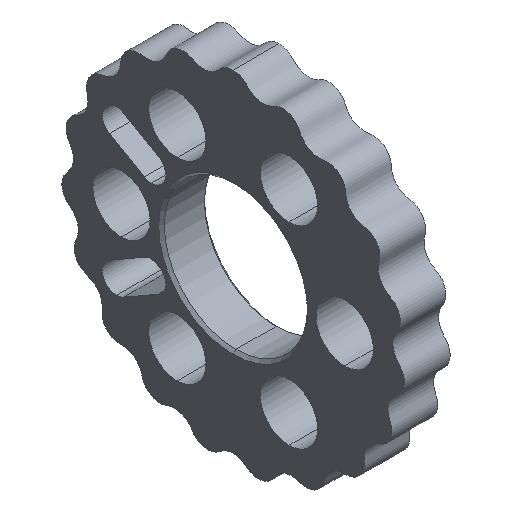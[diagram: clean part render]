
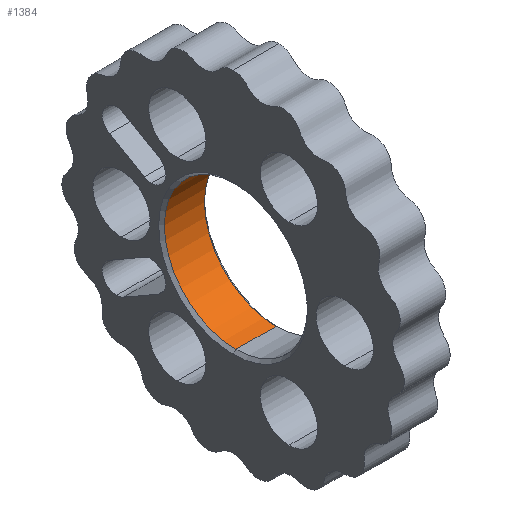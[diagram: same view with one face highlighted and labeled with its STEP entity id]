
A CAD part, isometric view. The second image highlights one B-rep face of the part: STEP entity #1384.
In plain terms, the highlighted cylindrical face has radius 12.505 mm (diameter 25.01 mm), a partial arc.
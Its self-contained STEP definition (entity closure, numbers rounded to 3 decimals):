
#262 = EDGE_LOOP ( 'NONE', ( #649, #2016, #1135, #784 ) ) ;
#319 = LINE ( 'NONE', #1114, #2230 ) ;
#370 = DIRECTION ( 'NONE',  ( -1., 0., 0. ) ) ;
#441 = EDGE_CURVE ( 'NONE', #2360, #1272, #760, .T. ) ;
#485 = CARTESIAN_POINT ( 'NONE',  ( 7.5, 0., 12.505 ) ) ;
#649 = ORIENTED_EDGE ( 'NONE', *, *, #1972, .F. ) ;
#760 = CIRCLE ( 'NONE', #1895, 12.505 ) ;
#784 = ORIENTED_EDGE ( 'NONE', *, *, #441, .T. ) ;
#877 = CARTESIAN_POINT ( 'NONE',  ( 0.5, 0., 0. ) ) ;
#950 = DIRECTION ( 'NONE',  ( 0., 0., 1. ) ) ;
#1067 = EDGE_CURVE ( 'NONE', #1906, #1181, #1574, .T. ) ;
#1095 = AXIS2_PLACEMENT_3D ( 'NONE', #1733, #370, #950 ) ;
#1114 = CARTESIAN_POINT ( 'NONE',  ( 8., 0., -12.505 ) ) ;
#1135 = ORIENTED_EDGE ( 'NONE', *, *, #1803, .T. ) ;
#1174 = VECTOR ( 'NONE', #1215, 1000. ) ;
#1181 = VERTEX_POINT ( 'NONE', #485 ) ;
#1215 = DIRECTION ( 'NONE',  ( -1., 0., 0. ) ) ;
#1272 = VERTEX_POINT ( 'NONE', #1746 ) ;
#1379 = CARTESIAN_POINT ( 'NONE',  ( 0.5, 0., 12.505 ) ) ;
#1384 = ADVANCED_FACE ( 'NONE', ( #2101 ), #2327, .F. ) ;
#1407 = DIRECTION ( 'NONE',  ( 1., 0., 0. ) ) ;
#1444 = CARTESIAN_POINT ( 'NONE',  ( 7.5, 0., -12.505 ) ) ;
#1574 = CIRCLE ( 'NONE', #2098, 12.505 ) ;
#1654 = DIRECTION ( 'NONE',  ( -1., 0., 0. ) ) ;
#1733 = CARTESIAN_POINT ( 'NONE',  ( 8., 0., 0. ) ) ;
#1746 = CARTESIAN_POINT ( 'NONE',  ( 0.5, 0., -12.505 ) ) ;
#1796 = LINE ( 'NONE', #2366, #1174 ) ;
#1803 = EDGE_CURVE ( 'NONE', #1181, #2360, #1796, .T. ) ;
#1895 = AXIS2_PLACEMENT_3D ( 'NONE', #877, #1654, #2462 ) ;
#1906 = VERTEX_POINT ( 'NONE', #1444 ) ;
#1972 = EDGE_CURVE ( 'NONE', #1906, #1272, #319, .T. ) ;
#2001 = DIRECTION ( 'NONE',  ( 0., 0., -1. ) ) ;
#2016 = ORIENTED_EDGE ( 'NONE', *, *, #1067, .T. ) ;
#2098 = AXIS2_PLACEMENT_3D ( 'NONE', #2426, #1407, #2001 ) ;
#2101 = FACE_OUTER_BOUND ( 'NONE', #262, .T. ) ;
#2230 = VECTOR ( 'NONE', #2419, 1000. ) ;
#2327 = CYLINDRICAL_SURFACE ( 'NONE', #1095, 12.505 ) ;
#2360 = VERTEX_POINT ( 'NONE', #1379 ) ;
#2366 = CARTESIAN_POINT ( 'NONE',  ( 8., 0., 12.505 ) ) ;
#2419 = DIRECTION ( 'NONE',  ( -1., 0., 0. ) ) ;
#2426 = CARTESIAN_POINT ( 'NONE',  ( 7.5, 0., 0. ) ) ;
#2462 = DIRECTION ( 'NONE',  ( 0., 0., -1. ) ) ;
